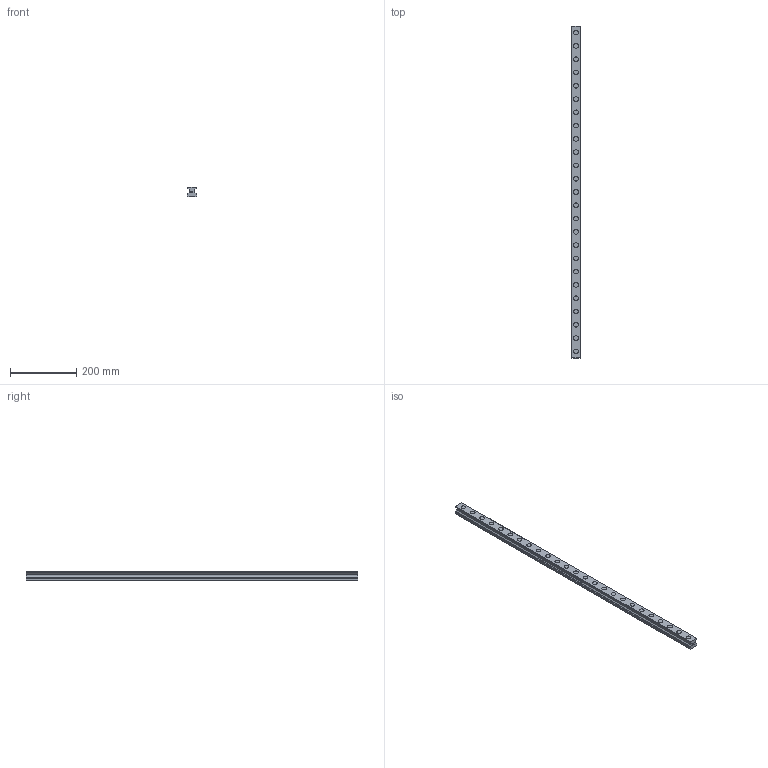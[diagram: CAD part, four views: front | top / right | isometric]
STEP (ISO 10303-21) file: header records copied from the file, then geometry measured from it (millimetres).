
FILE_DESCRIPTION(('STEP AP214'),'1');
FILE_NAME('cctmp_8038C70C-A933-4510-BD86-9D00043282F6_2021_03_11_14_23_05_0656..stp','2021-03-11T13:23:05',('HIWIN GmbH'),('CADClick - www.CADClick.com'),'Spatial InterOp 3D',' ','unknown authorization');
FILE_SCHEMA(('AUTOMOTIVE_DESIGN'));
Length unit declared in the file: millimetre
Products named in the file (1): RGR30R1000H_FILE
Bounding box: 28 x 1000 x 28 mm (x, y, z)
Volume: 573863.9 mm3; surface area: 149172.5 mm2
Topology: 1 solids, 1 shells, 340 faces, 777 edges, 518 vertices
Faces by surface type: plane 172, cylinder 168
Entity records: 12441 total; most frequent: DIRECTION 1795, CARTESIAN_POINT 1636, ORIENTED_EDGE 1554, EDGE_CURVE 777, AXIS2_PLACEMENT_3D 677, VERTEX_POINT 518, LINE 441, VECTOR 441
